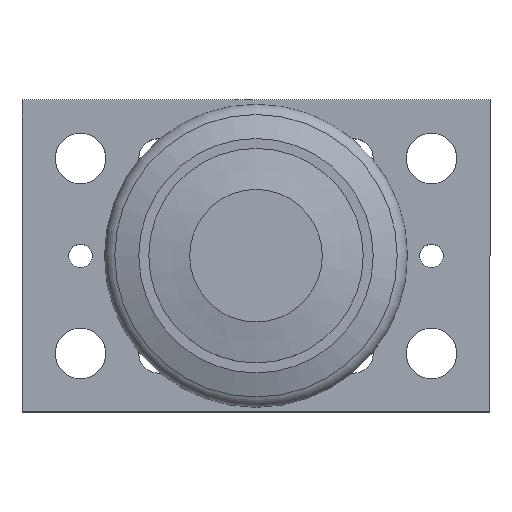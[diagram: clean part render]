
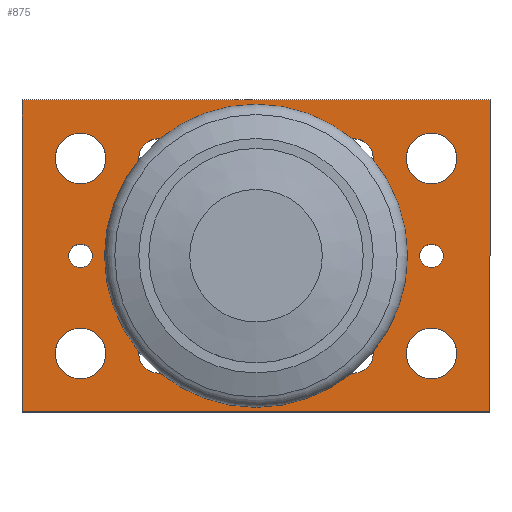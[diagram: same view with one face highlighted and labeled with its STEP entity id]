
A CAD part, top view. The second image highlights one B-rep face of the part: STEP entity #875.
In plain terms, the highlighted planar face has unit normal (0, 0, 1).
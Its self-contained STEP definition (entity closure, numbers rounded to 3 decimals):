
#121=CARTESIAN_POINT('',(60.,66.5,15.));
#122=VERTEX_POINT('',#121);
#123=CARTESIAN_POINT('',(60.,40.0,15.0));
#124=DIRECTION('',(0.,0.,-1.0));
#125=DIRECTION('',(0.,1.0,0.));
#126=AXIS2_PLACEMENT_3D('',#123,#124,#125);
#127=CIRCLE('',#126,26.5);
#128=EDGE_CURVE('',#122,#122,#127,.T.);
#398=CARTESIAN_POINT('',(40.053,15.0,15.0));
#399=VERTEX_POINT('',#398);
#400=CARTESIAN_POINT('',(35.,15.0,15.0));
#401=DIRECTION('',(0.0,0.0,-1.0));
#402=DIRECTION('',(1.0,0.0,0.0));
#403=AXIS2_PLACEMENT_3D('',#400,#401,#402);
#404=CIRCLE('',#403,5.053);
#405=EDGE_CURVE('',#399,#399,#404,.T.);
#426=CARTESIAN_POINT('',(90.053,15.0,15.0));
#427=VERTEX_POINT('',#426);
#428=CARTESIAN_POINT('',(85.,15.0,15.0));
#429=DIRECTION('',(0.0,0.0,-1.0));
#430=DIRECTION('',(1.0,0.0,0.0));
#431=AXIS2_PLACEMENT_3D('',#428,#429,#430);
#432=CIRCLE('',#431,5.053);
#433=EDGE_CURVE('',#427,#427,#432,.T.);
#454=CARTESIAN_POINT('',(90.053,65.0,15.0));
#455=VERTEX_POINT('',#454);
#456=CARTESIAN_POINT('',(85.,65.0,15.0));
#457=DIRECTION('',(0.0,0.0,-1.0));
#458=DIRECTION('',(1.0,0.0,0.0));
#459=AXIS2_PLACEMENT_3D('',#456,#457,#458);
#460=CIRCLE('',#459,5.053);
#461=EDGE_CURVE('',#455,#455,#460,.T.);
#482=CARTESIAN_POINT('',(40.053,65.0,15.0));
#483=VERTEX_POINT('',#482);
#484=CARTESIAN_POINT('',(35.,65.0,15.0));
#485=DIRECTION('',(0.0,0.0,-1.0));
#486=DIRECTION('',(1.0,0.0,0.0));
#487=AXIS2_PLACEMENT_3D('',#484,#485,#486);
#488=CIRCLE('',#487,5.053);
#489=EDGE_CURVE('',#483,#483,#488,.T.);
#510=CARTESIAN_POINT('',(21.5,15.0,15.0));
#511=VERTEX_POINT('',#510);
#512=CARTESIAN_POINT('',(15.0,15.0,15.0));
#513=DIRECTION('',(0.0,0.0,-1.0));
#514=DIRECTION('',(-1.0,0.0,0.0));
#515=AXIS2_PLACEMENT_3D('',#512,#513,#514);
#516=CIRCLE('',#515,6.5);
#517=EDGE_CURVE('',#511,#511,#516,.T.);
#538=CARTESIAN_POINT('',(21.5,65.0,15.0));
#539=VERTEX_POINT('',#538);
#540=CARTESIAN_POINT('',(15.0,65.0,15.0));
#541=DIRECTION('',(0.0,0.0,-1.0));
#542=DIRECTION('',(-1.0,0.0,0.0));
#543=AXIS2_PLACEMENT_3D('',#540,#541,#542);
#544=CIRCLE('',#543,6.5);
#545=EDGE_CURVE('',#539,#539,#544,.T.);
#566=CARTESIAN_POINT('',(111.5,15.0,15.0));
#567=VERTEX_POINT('',#566);
#568=CARTESIAN_POINT('',(105.0,15.0,15.0));
#569=DIRECTION('',(0.0,0.0,-1.0));
#570=DIRECTION('',(-1.0,0.0,0.0));
#571=AXIS2_PLACEMENT_3D('',#568,#569,#570);
#572=CIRCLE('',#571,6.5);
#573=EDGE_CURVE('',#567,#567,#572,.T.);
#594=CARTESIAN_POINT('',(111.5,65.0,15.0));
#595=VERTEX_POINT('',#594);
#596=CARTESIAN_POINT('',(105.0,65.0,15.0));
#597=DIRECTION('',(0.0,0.0,-1.0));
#598=DIRECTION('',(-1.0,0.0,0.0));
#599=AXIS2_PLACEMENT_3D('',#596,#597,#598);
#600=CIRCLE('',#599,6.5);
#601=EDGE_CURVE('',#595,#595,#600,.T.);
#622=CARTESIAN_POINT('',(108.0,40.0,15.0));
#623=VERTEX_POINT('',#622);
#624=CARTESIAN_POINT('',(105.0,40.0,15.0));
#625=DIRECTION('',(0.0,0.0,-1.0));
#626=DIRECTION('',(-1.0,0.0,0.0));
#627=AXIS2_PLACEMENT_3D('',#624,#625,#626);
#628=CIRCLE('',#627,3.);
#629=EDGE_CURVE('',#623,#623,#628,.T.);
#650=CARTESIAN_POINT('',(18.,40.0,15.0));
#651=VERTEX_POINT('',#650);
#652=CARTESIAN_POINT('',(15.0,40.0,15.0));
#653=DIRECTION('',(0.0,0.0,-1.0));
#654=DIRECTION('',(-1.0,0.0,0.0));
#655=AXIS2_PLACEMENT_3D('',#652,#653,#654);
#656=CIRCLE('',#655,3.);
#657=EDGE_CURVE('',#651,#651,#656,.T.);
#667=CARTESIAN_POINT('',(0.0,0.0,15.0));
#668=VERTEX_POINT('',#667);
#669=CARTESIAN_POINT('',(0.,80.0,15.0));
#670=VERTEX_POINT('',#669);
#671=CARTESIAN_POINT('',(0.0,0.0,15.0));
#672=DIRECTION('',(0.0,1.0,0.0));
#673=VECTOR('',#672,80.0);
#674=LINE('',#671,#673);
#675=EDGE_CURVE('',#668,#670,#674,.T.);
#707=CARTESIAN_POINT('',(120.,80.,15.0));
#708=VERTEX_POINT('',#707);
#709=CARTESIAN_POINT('',(0.,80.0,15.0));
#710=DIRECTION('',(1.0,0.0,0.0));
#711=VECTOR('',#710,120.0);
#712=LINE('',#709,#711);
#713=EDGE_CURVE('',#670,#708,#712,.T.);
#738=CARTESIAN_POINT('',(120.,0.0,15.0));
#739=VERTEX_POINT('',#738);
#740=CARTESIAN_POINT('',(120.,80.,15.0));
#741=DIRECTION('',(0.0,-1.0,0.0));
#742=VECTOR('',#741,80.);
#743=LINE('',#740,#742);
#744=EDGE_CURVE('',#708,#739,#743,.T.);
#769=CARTESIAN_POINT('',(120.,0.0,15.0));
#770=DIRECTION('',(-1.0,0.0,0.0));
#771=VECTOR('',#770,120.);
#772=LINE('',#769,#771);
#773=EDGE_CURVE('',#739,#668,#772,.T.);
#831=CARTESIAN_POINT('',(60.,40.0,15.0));
#832=DIRECTION('',(0.0,0.0,1.0));
#833=DIRECTION('',(1.0,0.0,0.0));
#834=AXIS2_PLACEMENT_3D('',#831,#832,#833);
#835=PLANE('',#834);
#836=ORIENTED_EDGE('',*,*,#675,.F.);
#837=ORIENTED_EDGE('',*,*,#773,.F.);
#838=ORIENTED_EDGE('',*,*,#744,.F.);
#839=ORIENTED_EDGE('',*,*,#713,.F.);
#840=EDGE_LOOP('',(#836,#837,#838,#839));
#841=FACE_OUTER_BOUND('',#840,.T.);
#842=ORIENTED_EDGE('',*,*,#128,.T.);
#843=EDGE_LOOP('',(#842));
#844=FACE_BOUND('',#843,.T.);
#845=ORIENTED_EDGE('',*,*,#405,.T.);
#846=EDGE_LOOP('',(#845));
#847=FACE_BOUND('',#846,.T.);
#848=ORIENTED_EDGE('',*,*,#433,.T.);
#849=EDGE_LOOP('',(#848));
#850=FACE_BOUND('',#849,.T.);
#851=ORIENTED_EDGE('',*,*,#461,.T.);
#852=EDGE_LOOP('',(#851));
#853=FACE_BOUND('',#852,.T.);
#854=ORIENTED_EDGE('',*,*,#489,.T.);
#855=EDGE_LOOP('',(#854));
#856=FACE_BOUND('',#855,.T.);
#857=ORIENTED_EDGE('',*,*,#517,.T.);
#858=EDGE_LOOP('',(#857));
#859=FACE_BOUND('',#858,.T.);
#860=ORIENTED_EDGE('',*,*,#545,.T.);
#861=EDGE_LOOP('',(#860));
#862=FACE_BOUND('',#861,.T.);
#863=ORIENTED_EDGE('',*,*,#573,.T.);
#864=EDGE_LOOP('',(#863));
#865=FACE_BOUND('',#864,.T.);
#866=ORIENTED_EDGE('',*,*,#601,.T.);
#867=EDGE_LOOP('',(#866));
#868=FACE_BOUND('',#867,.T.);
#869=ORIENTED_EDGE('',*,*,#629,.T.);
#870=EDGE_LOOP('',(#869));
#871=FACE_BOUND('',#870,.T.);
#872=ORIENTED_EDGE('',*,*,#657,.T.);
#873=EDGE_LOOP('',(#872));
#874=FACE_BOUND('',#873,.T.);
#875=ADVANCED_FACE('',(#841,#844,#847,#850,#853,#856,#859,#862,#865,#868,#871,#874),#835,.T.);
